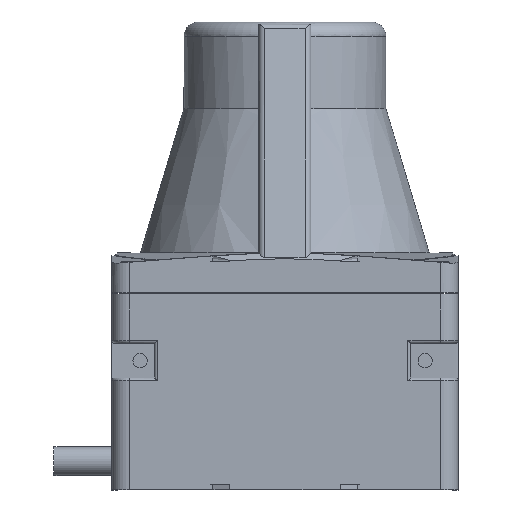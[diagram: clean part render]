
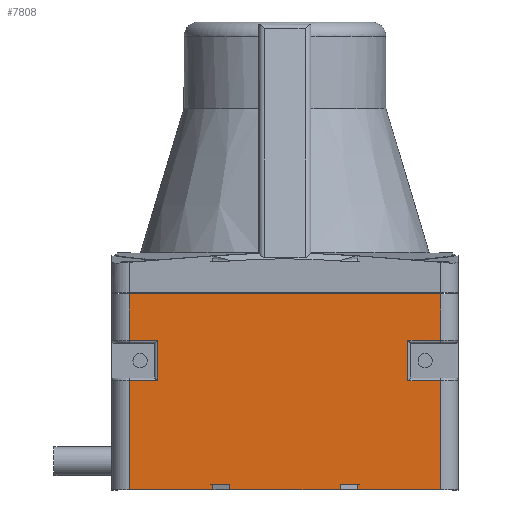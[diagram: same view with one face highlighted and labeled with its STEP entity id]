
A CAD part, left-side view. The second image highlights one B-rep face of the part: STEP entity #7808.
In plain terms, the highlighted planar face has unit normal (-1, 0, 0).
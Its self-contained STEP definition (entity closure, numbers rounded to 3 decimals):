
#1078=FACE_OUTER_BOUND('',#1509,.T.);
#1509=EDGE_LOOP('',(#6799,#6800,#6801,#6802,#6803,#6804,#6805,#6806,#6807,
#6808,#6809,#6810,#6811,#6812,#6813,#6814,#6815,#6816,#6817,#6818));
#1797=LINE('',#12140,#2554);
#1833=LINE('',#12240,#2590);
#1835=LINE('',#12252,#2592);
#1836=LINE('',#12264,#2593);
#1843=LINE('',#12279,#2600);
#1845=LINE('',#12295,#2602);
#1848=LINE('',#12302,#2605);
#2220=LINE('',#14445,#2977);
#2222=LINE('',#14451,#2979);
#2223=LINE('',#14454,#2980);
#2225=LINE('',#14460,#2982);
#2226=LINE('',#14461,#2983);
#2227=LINE('',#14463,#2984);
#2228=LINE('',#14465,#2985);
#2229=LINE('',#14467,#2986);
#2230=LINE('',#14468,#2987);
#2231=LINE('',#14470,#2988);
#2232=LINE('',#14472,#2989);
#2233=LINE('',#14474,#2990);
#2234=LINE('',#14475,#2991);
#2554=VECTOR('',#8844,10.);
#2590=VECTOR('',#8912,10.);
#2592=VECTOR('',#8926,10.);
#2593=VECTOR('',#8941,10.);
#2600=VECTOR('',#8956,10.);
#2602=VECTOR('',#8974,10.);
#2605=VECTOR('',#8981,10.);
#2977=VECTOR('',#9645,10.);
#2979=VECTOR('',#9651,10.);
#2980=VECTOR('',#9654,10.);
#2982=VECTOR('',#9660,10.);
#2983=VECTOR('',#9661,10.);
#2984=VECTOR('',#9662,10.);
#2985=VECTOR('',#9663,10.);
#2986=VECTOR('',#9664,10.);
#2987=VECTOR('',#9665,10.);
#2988=VECTOR('',#9666,10.);
#2989=VECTOR('',#9667,10.);
#2990=VECTOR('',#9668,10.);
#2991=VECTOR('',#9669,10.);
#3352=VERTEX_POINT('',#12137);
#3353=VERTEX_POINT('',#12139);
#3390=VERTEX_POINT('',#12237);
#3391=VERTEX_POINT('',#12239);
#3395=VERTEX_POINT('',#12251);
#3399=VERTEX_POINT('',#12260);
#3402=VERTEX_POINT('',#12277);
#3403=VERTEX_POINT('',#12278);
#3409=VERTEX_POINT('',#12291);
#3411=VERTEX_POINT('',#12300);
#3756=VERTEX_POINT('',#14443);
#3758=VERTEX_POINT('',#14449);
#3759=VERTEX_POINT('',#14453);
#3761=VERTEX_POINT('',#14459);
#3762=VERTEX_POINT('',#14462);
#3763=VERTEX_POINT('',#14464);
#3764=VERTEX_POINT('',#14466);
#3765=VERTEX_POINT('',#14469);
#3766=VERTEX_POINT('',#14471);
#3767=VERTEX_POINT('',#14473);
#4207=EDGE_CURVE('',#3352,#3353,#1797,.T.);
#4252=EDGE_CURVE('',#3390,#3391,#1833,.T.);
#4258=EDGE_CURVE('',#3391,#3395,#1835,.T.);
#4264=EDGE_CURVE('',#3395,#3399,#1836,.T.);
#4271=EDGE_CURVE('',#3402,#3403,#1843,.T.);
#4279=EDGE_CURVE('',#3403,#3409,#1845,.T.);
#4283=EDGE_CURVE('',#3411,#3402,#1848,.T.);
#4801=EDGE_CURVE('',#3756,#3411,#2220,.T.);
#4804=EDGE_CURVE('',#3758,#3390,#2222,.T.);
#4805=EDGE_CURVE('',#3399,#3759,#2223,.T.);
#4808=EDGE_CURVE('',#3761,#3758,#2225,.T.);
#4809=EDGE_CURVE('',#3409,#3761,#2226,.T.);
#4810=EDGE_CURVE('',#3762,#3756,#2227,.T.);
#4811=EDGE_CURVE('',#3762,#3763,#2228,.T.);
#4812=EDGE_CURVE('',#3763,#3764,#2229,.T.);
#4813=EDGE_CURVE('',#3764,#3353,#2230,.T.);
#4814=EDGE_CURVE('',#3352,#3765,#2231,.T.);
#4815=EDGE_CURVE('',#3765,#3766,#2232,.T.);
#4816=EDGE_CURVE('',#3766,#3767,#2233,.T.);
#4817=EDGE_CURVE('',#3759,#3767,#2234,.T.);
#6799=ORIENTED_EDGE('',*,*,#4252,.F.);
#6800=ORIENTED_EDGE('',*,*,#4804,.F.);
#6801=ORIENTED_EDGE('',*,*,#4808,.F.);
#6802=ORIENTED_EDGE('',*,*,#4809,.F.);
#6803=ORIENTED_EDGE('',*,*,#4279,.F.);
#6804=ORIENTED_EDGE('',*,*,#4271,.F.);
#6805=ORIENTED_EDGE('',*,*,#4283,.F.);
#6806=ORIENTED_EDGE('',*,*,#4801,.F.);
#6807=ORIENTED_EDGE('',*,*,#4810,.F.);
#6808=ORIENTED_EDGE('',*,*,#4811,.T.);
#6809=ORIENTED_EDGE('',*,*,#4812,.T.);
#6810=ORIENTED_EDGE('',*,*,#4813,.T.);
#6811=ORIENTED_EDGE('',*,*,#4207,.F.);
#6812=ORIENTED_EDGE('',*,*,#4814,.T.);
#6813=ORIENTED_EDGE('',*,*,#4815,.T.);
#6814=ORIENTED_EDGE('',*,*,#4816,.T.);
#6815=ORIENTED_EDGE('',*,*,#4817,.F.);
#6816=ORIENTED_EDGE('',*,*,#4805,.F.);
#6817=ORIENTED_EDGE('',*,*,#4264,.F.);
#6818=ORIENTED_EDGE('',*,*,#4258,.F.);
#7416=PLANE('',#8249);
#7808=ADVANCED_FACE('',(#1078),#7416,.T.);
#8249=AXIS2_PLACEMENT_3D('',#14458,#9658,#9659);
#8844=DIRECTION('',(0.,1.,0.));
#8912=DIRECTION('',(0.,1.,0.));
#8926=DIRECTION('',(0.,0.,-1.));
#8941=DIRECTION('',(0.,-1.,0.));
#8956=DIRECTION('',(0.,0.,1.));
#8974=DIRECTION('',(0.,1.,0.));
#8981=DIRECTION('',(0.,-1.,0.));
#9645=DIRECTION('',(0.,0.,1.));
#9651=DIRECTION('',(0.,0.,-1.));
#9654=DIRECTION('',(0.,0.,-1.));
#9658=DIRECTION('center_axis',(-1.,0.,0.));
#9659=DIRECTION('ref_axis',(0.,-1.,0.));
#9660=DIRECTION('',(0.,-1.,0.));
#9661=DIRECTION('',(0.,0.,1.));
#9662=DIRECTION('',(0.,1.,0.));
#9663=DIRECTION('',(0.,0.,1.));
#9664=DIRECTION('',(0.,-1.,0.));
#9665=DIRECTION('',(0.,0.,-1.));
#9666=DIRECTION('',(0.,0.,1.));
#9667=DIRECTION('',(0.,-1.,0.));
#9668=DIRECTION('',(0.,0.,-1.));
#9669=DIRECTION('',(0.,1.,0.));
#12137=CARTESIAN_POINT('',(-30.,-9.605,-17.));
#12139=CARTESIAN_POINT('',(-30.,9.605,-17.));
#12140=CARTESIAN_POINT('',(-30.,30.,-17.));
#12237=CARTESIAN_POINT('',(-30.,-27.,8.9));
#12239=CARTESIAN_POINT('',(-30.,-21.315,8.9));
#12240=CARTESIAN_POINT('',(-30.,4.093,8.9));
#12251=CARTESIAN_POINT('',(-30.,-21.315,1.9));
#12252=CARTESIAN_POINT('',(-30.,-21.315,1.2));
#12260=CARTESIAN_POINT('',(-30.,-27.,1.9));
#12264=CARTESIAN_POINT('',(-30.,-0.407,1.9));
#12277=CARTESIAN_POINT('',(-30.,22.061,1.9));
#12278=CARTESIAN_POINT('',(-30.,22.061,8.9));
#12279=CARTESIAN_POINT('',(-30.,22.061,4.2));
#12291=CARTESIAN_POINT('',(-30.,27.,8.9));
#12295=CARTESIAN_POINT('',(-30.,30.781,8.9));
#12300=CARTESIAN_POINT('',(-30.,27.,1.9));
#12302=CARTESIAN_POINT('',(-30.,26.281,1.9));
#14443=CARTESIAN_POINT('',(-30.,27.,-17.));
#14445=CARTESIAN_POINT('',(-30.,27.,0.));
#14449=CARTESIAN_POINT('',(-30.,-27.,17.));
#14451=CARTESIAN_POINT('',(-30.,-27.,0.));
#14453=CARTESIAN_POINT('',(-30.,-27.,-17.));
#14454=CARTESIAN_POINT('',(-30.,-27.,0.));
#14458=CARTESIAN_POINT('Origin',(-30.,30.,0.));
#14459=CARTESIAN_POINT('',(-30.,27.,17.));
#14460=CARTESIAN_POINT('',(-30.,30.,17.));
#14461=CARTESIAN_POINT('',(-30.,27.,0.));
#14462=CARTESIAN_POINT('',(-30.,12.5,-17.));
#14463=CARTESIAN_POINT('',(-30.,30.,-17.));
#14464=CARTESIAN_POINT('',(-30.,12.5,-16.));
#14465=CARTESIAN_POINT('',(-30.,12.5,-17.));
#14466=CARTESIAN_POINT('',(-30.,9.605,-16.));
#14467=CARTESIAN_POINT('',(-30.,24.901,-16.));
#14468=CARTESIAN_POINT('',(-30.,9.605,-17.));
#14469=CARTESIAN_POINT('',(-30.,-9.605,-16.));
#14470=CARTESIAN_POINT('',(-30.,-9.605,-17.));
#14471=CARTESIAN_POINT('',(-30.,-12.5,-16.));
#14472=CARTESIAN_POINT('',(-30.,5.099,-16.));
#14473=CARTESIAN_POINT('',(-30.,-12.5,-17.));
#14474=CARTESIAN_POINT('',(-30.,-12.5,-17.));
#14475=CARTESIAN_POINT('',(-30.,30.,-17.));
